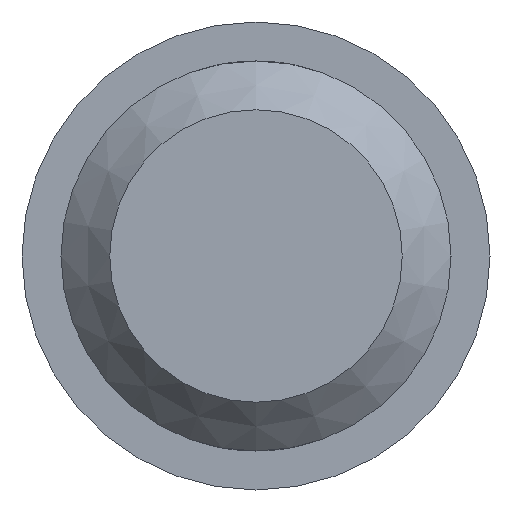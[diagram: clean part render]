
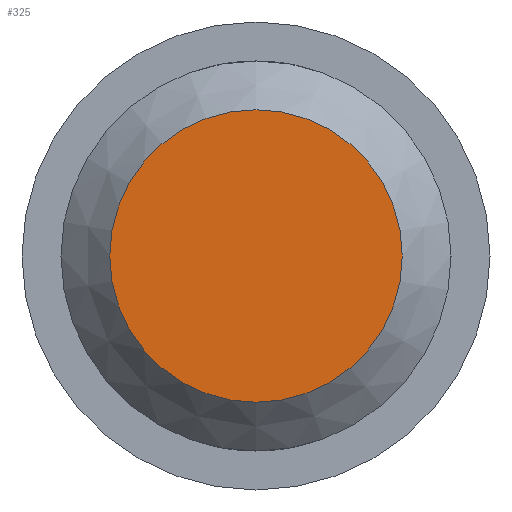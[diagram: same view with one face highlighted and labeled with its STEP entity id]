
A CAD part, left-side view. The second image highlights one B-rep face of the part: STEP entity #325.
In plain terms, the highlighted planar face has unit normal (-1, 0, 0).
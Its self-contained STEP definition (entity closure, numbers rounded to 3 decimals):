
#20 = CIRCLE ( 'NONE', #235, 15. ) ;
#30 = AXIS2_PLACEMENT_3D ( 'NONE', #335, #268, #241 ) ;
#55 = CARTESIAN_POINT ( 'NONE',  ( 0., 0., 0. ) ) ;
#130 = DIRECTION ( 'NONE',  ( -1., 0., 0. ) ) ;
#136 = DIRECTION ( 'NONE',  ( 0., 0., 1. ) ) ;
#137 = VERTEX_POINT ( 'NONE', #140 ) ;
#140 = CARTESIAN_POINT ( 'NONE',  ( 0., 0., 15. ) ) ;
#164 = EDGE_CURVE ( 'NONE', #137, #137, #20, .T. ) ;
#172 = ORIENTED_EDGE ( 'NONE', *, *, #164, .T. ) ;
#197 = EDGE_LOOP ( 'NONE', ( #172 ) ) ;
#235 = AXIS2_PLACEMENT_3D ( 'NONE', #55, #130, #136 ) ;
#241 = DIRECTION ( 'NONE',  ( 0., 0., -1. ) ) ;
#260 = FACE_OUTER_BOUND ( 'NONE', #197, .T. ) ;
#268 = DIRECTION ( 'NONE',  ( 1., 0., 0. ) ) ;
#289 = PLANE ( 'NONE',  #30 ) ;
#325 = ADVANCED_FACE ( 'NONE', ( #260 ), #289, .F. ) ;
#335 = CARTESIAN_POINT ( 'NONE',  ( 0., 15., 0. ) ) ;
